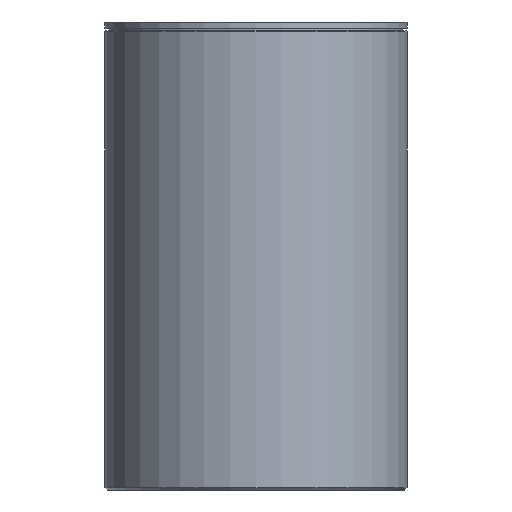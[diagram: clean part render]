
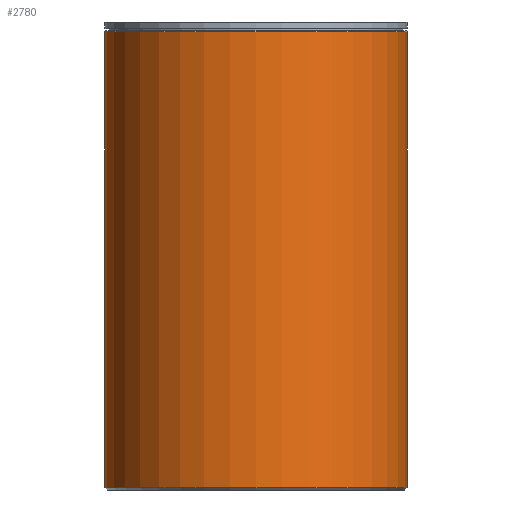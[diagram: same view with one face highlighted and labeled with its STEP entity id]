
A CAD part, front view. The second image highlights one B-rep face of the part: STEP entity #2780.
In plain terms, the highlighted cylindrical face has radius 32.5 mm (diameter 65 mm), a partial arc.
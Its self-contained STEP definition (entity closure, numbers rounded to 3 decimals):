
#41 = DIRECTION ( 'NONE',  ( 1., 0., 0. ) ) ;
#43 = CARTESIAN_POINT ( 'NONE',  ( 0., 0., 0. ) ) ;
#69 = DIRECTION ( 'NONE',  ( 0., 0., -1. ) ) ;
#86 = DIRECTION ( 'NONE',  ( 0., 0., -1. ) ) ;
#106 = VERTEX_POINT ( 'NONE', #4209 ) ;
#272 = ORIENTED_EDGE ( 'NONE', *, *, #1157, .T. ) ;
#310 = VERTEX_POINT ( 'NONE', #3110 ) ;
#494 = AXIS2_PLACEMENT_3D ( 'NONE', #43, #69, #1717 ) ;
#519 = EDGE_LOOP ( 'NONE', ( #1056, #4395, #3971, #272 ) ) ;
#848 = DIRECTION ( 'NONE',  ( 0., 0., -1. ) ) ;
#1031 = DIRECTION ( 'NONE',  ( 0., 0., 1. ) ) ;
#1056 = ORIENTED_EDGE ( 'NONE', *, *, #2183, .F. ) ;
#1157 = EDGE_CURVE ( 'NONE', #3837, #310, #2341, .T. ) ;
#1521 = DIRECTION ( 'NONE',  ( -1., 0., 0. ) ) ;
#1617 = CARTESIAN_POINT ( 'NONE',  ( 32.5, 0., 0. ) ) ;
#1636 = VECTOR ( 'NONE', #2650, 1000. ) ;
#1717 = DIRECTION ( 'NONE',  ( -1., 0., 0. ) ) ;
#1775 = CARTESIAN_POINT ( 'NONE',  ( -32.5, 0., 0.5 ) ) ;
#1812 = CARTESIAN_POINT ( 'NONE',  ( -32.5, 0., 0. ) ) ;
#2183 = EDGE_CURVE ( 'NONE', #106, #310, #4060, .T. ) ;
#2341 = CIRCLE ( 'NONE', #3322, 32.5 ) ;
#2357 = AXIS2_PLACEMENT_3D ( 'NONE', #4266, #848, #1521 ) ;
#2625 = VECTOR ( 'NONE', #86, 1000. ) ;
#2650 = DIRECTION ( 'NONE',  ( 0., 0., -1. ) ) ;
#2753 = CIRCLE ( 'NONE', #2357, 32.5 ) ;
#2780 = ADVANCED_FACE ( 'NONE', ( #3674 ), #3040, .T. ) ;
#3029 = EDGE_CURVE ( 'NONE', #106, #4191, #2753, .T. ) ;
#3040 = CYLINDRICAL_SURFACE ( 'NONE', #494, 32.5 ) ;
#3110 = CARTESIAN_POINT ( 'NONE',  ( 32.5, 0., 0.5 ) ) ;
#3322 = AXIS2_PLACEMENT_3D ( 'NONE', #3790, #1031, #41 ) ;
#3412 = EDGE_CURVE ( 'NONE', #4191, #3837, #4098, .T. ) ;
#3674 = FACE_OUTER_BOUND ( 'NONE', #519, .T. ) ;
#3790 = CARTESIAN_POINT ( 'NONE',  ( 0., 0., 0.5 ) ) ;
#3837 = VERTEX_POINT ( 'NONE', #1775 ) ;
#3971 = ORIENTED_EDGE ( 'NONE', *, *, #3412, .T. ) ;
#4060 = LINE ( 'NONE', #1617, #1636 ) ;
#4098 = LINE ( 'NONE', #1812, #2625 ) ;
#4191 = VERTEX_POINT ( 'NONE', #4352 ) ;
#4209 = CARTESIAN_POINT ( 'NONE',  ( 32.5, 0., 98.541 ) ) ;
#4266 = CARTESIAN_POINT ( 'NONE',  ( 0., 0., 98.541 ) ) ;
#4352 = CARTESIAN_POINT ( 'NONE',  ( -32.5, 0., 98.541 ) ) ;
#4395 = ORIENTED_EDGE ( 'NONE', *, *, #3029, .T. ) ;
